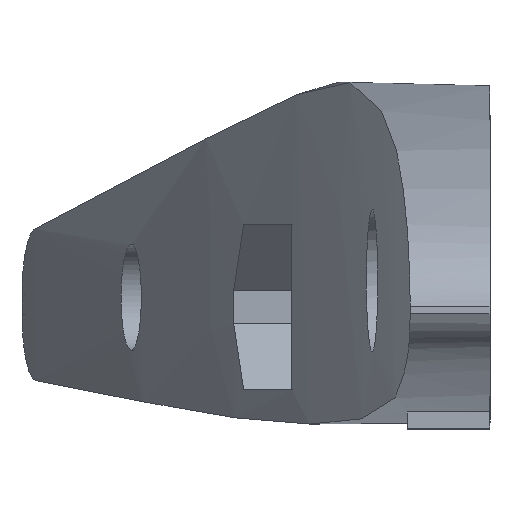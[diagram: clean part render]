
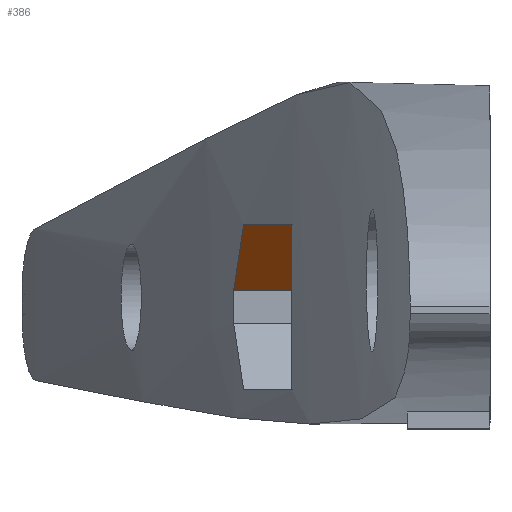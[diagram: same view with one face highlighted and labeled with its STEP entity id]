
A CAD part, front view. The second image highlights one B-rep face of the part: STEP entity #386.
In plain terms, the highlighted planar face has unit normal (0, -0.707, -0.707).
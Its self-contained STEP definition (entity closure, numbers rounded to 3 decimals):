
#46=FACE_OUTER_BOUND('',#72,.T.);
#72=EDGE_LOOP('',(#337,#338,#339,#340));
#89=LINE('',#1565,#111);
#91=LINE('',#1572,#113);
#96=LINE('',#1581,#118);
#111=VECTOR('',#445,10.);
#113=VECTOR('',#453,10.);
#118=VECTOR('',#466,10.);
#143=B_SPLINE_CURVE_WITH_KNOTS('',3,(#1267,#1268,#1269,#1270,#1271,#1272),
 .UNSPECIFIED.,.F.,.F.,(4,2,4),(1.227,1.318,1.796),
 .UNSPECIFIED.);
#174=VERTEX_POINT('',#1261);
#175=VERTEX_POINT('',#1266);
#187=VERTEX_POINT('',#1562);
#188=VERTEX_POINT('',#1564);
#219=EDGE_CURVE('',#174,#175,#143,.T.);
#235=EDGE_CURVE('',#187,#188,#89,.T.);
#239=EDGE_CURVE('',#175,#187,#91,.T.);
#244=EDGE_CURVE('',#174,#188,#96,.T.);
#337=ORIENTED_EDGE('',*,*,#219,.F.);
#338=ORIENTED_EDGE('',*,*,#244,.T.);
#339=ORIENTED_EDGE('',*,*,#235,.F.);
#340=ORIENTED_EDGE('',*,*,#239,.F.);
#368=PLANE('',#416);
#386=ADVANCED_FACE('',(#46),#368,.F.);
#416=AXIS2_PLACEMENT_3D('',#1580,#464,#465);
#445=DIRECTION('',(0.,0.707,-0.707));
#453=DIRECTION('',(1.,0.,0.));
#464=DIRECTION('center_axis',(0.,0.707,0.707));
#465=DIRECTION('ref_axis',(0.,-0.707,0.707));
#466=DIRECTION('',(1.,0.,0.));
#1261=CARTESIAN_POINT('',(29.477,112.,1.4));
#1266=CARTESIAN_POINT('',(30.083,108.,5.4));
#1267=CARTESIAN_POINT('Ctrl Pts',(29.477,112.,1.4));
#1268=CARTESIAN_POINT('Ctrl Pts',(29.51,111.788,1.612));
#1269=CARTESIAN_POINT('Ctrl Pts',(29.542,111.575,1.825));
#1270=CARTESIAN_POINT('Ctrl Pts',(29.746,110.242,3.158));
#1271=CARTESIAN_POINT('Ctrl Pts',(29.915,109.121,4.279));
#1272=CARTESIAN_POINT('Ctrl Pts',(30.083,108.,5.4));
#1562=CARTESIAN_POINT('',(45.,108.,5.4));
#1564=CARTESIAN_POINT('',(45.,112.,1.4));
#1565=CARTESIAN_POINT('',(45.,113.521,-0.121));
#1572=CARTESIAN_POINT('',(0.,108.,5.4));
#1580=CARTESIAN_POINT('Origin',(0.,112.,1.4));
#1581=CARTESIAN_POINT('',(0.,112.,1.4));
